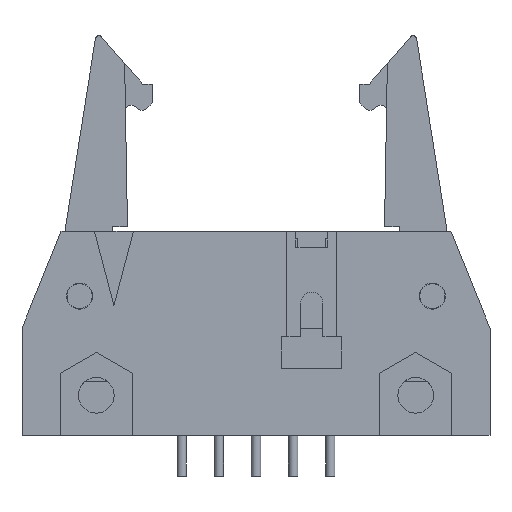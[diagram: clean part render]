
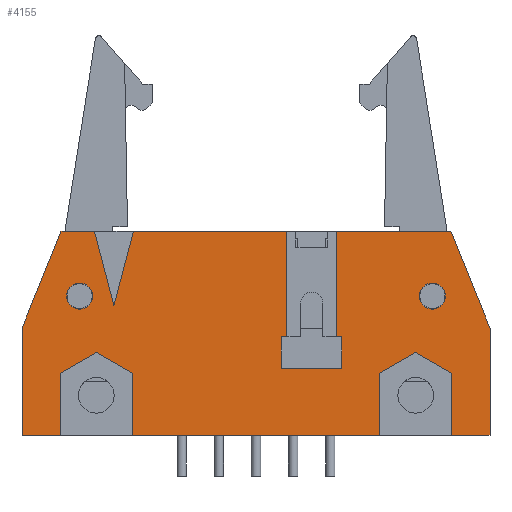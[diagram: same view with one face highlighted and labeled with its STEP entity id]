
A CAD part, front view. The second image highlights one B-rep face of the part: STEP entity #4155.
In plain terms, the highlighted planar face has unit normal (0, -1, 0).
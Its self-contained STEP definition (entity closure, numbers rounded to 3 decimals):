
#909=CARTESIAN_POINT('',(-12.065,-4.001,-4.42));
#910=DIRECTION('',(0.,1.,0.));
#911=DIRECTION('',(-1.,0.,0.));
#912=AXIS2_PLACEMENT_3D('',#909,#910,#911);
#914=CARTESIAN_POINT('',(-12.065,-4.001,-4.42));
#915=DIRECTION('',(0.,1.,0.));
#916=DIRECTION('',(1.,0.,0.));
#917=AXIS2_PLACEMENT_3D('',#914,#915,#916);
#919=CARTESIAN_POINT('',(12.065,-4.001,-4.42));
#920=DIRECTION('',(0.,1.,0.));
#921=DIRECTION('',(-1.,0.,0.));
#922=AXIS2_PLACEMENT_3D('',#919,#920,#921);
#924=CARTESIAN_POINT('',(12.065,-4.001,-4.42));
#925=DIRECTION('',(0.,1.,0.));
#926=DIRECTION('',(1.,0.,0.));
#927=AXIS2_PLACEMENT_3D('',#924,#925,#926);
#929=DIRECTION('',(0.,0.,1.));
#930=VECTOR('',#929,4.254);
#931=CARTESIAN_POINT('',(-13.386,-4.001,-13.945));
#932=LINE('',#931,#930);
#933=DIRECTION('',(1.,0.,0.));
#934=VECTOR('',#933,2.616);
#935=CARTESIAN_POINT('',(-16.002,-4.001,-13.945));
#936=LINE('',#935,#934);
#937=DIRECTION('',(0.,0.,-1.));
#938=VECTOR('',#937,7.341);
#939=CARTESIAN_POINT('',(-16.002,-4.001,-6.604));
#940=LINE('',#939,#938);
#941=DIRECTION('',(-0.374,0.,-0.927));
#942=VECTOR('',#941,7.122);
#943=CARTESIAN_POINT('',(-13.335,-4.001,0.));
#944=LINE('',#943,#942);
#945=DIRECTION('',(-1.,0.,0.));
#946=VECTOR('',#945,2.286);
#947=CARTESIAN_POINT('',(-11.049,-4.001,0.));
#948=LINE('',#947,#946);
#949=DIRECTION('',(-0.254,0.,0.967));
#950=VECTOR('',#949,5.252);
#951=CARTESIAN_POINT('',(-9.716,-4.001,-5.08));
#952=LINE('',#951,#950);
#953=DIRECTION('',(-0.254,0.,-0.967));
#954=VECTOR('',#953,5.252);
#955=CARTESIAN_POINT('',(-8.382,-4.001,0.));
#956=LINE('',#955,#954);
#957=DIRECTION('',(-1.,0.,0.));
#958=VECTOR('',#957,10.49);
#959=CARTESIAN_POINT('',(2.108,-4.001,0.));
#960=LINE('',#959,#958);
#961=DIRECTION('',(0.,0.,-1.));
#962=VECTOR('',#961,7.188);
#963=CARTESIAN_POINT('',(2.108,-4.001,0.));
#964=LINE('',#963,#962);
#965=DIRECTION('',(1.,0.,0.));
#966=VECTOR('',#965,0.368);
#967=CARTESIAN_POINT('',(1.74,-4.001,-7.188));
#968=LINE('',#967,#966);
#969=DIRECTION('',(0.,0.,1.));
#970=VECTOR('',#969,2.184);
#971=CARTESIAN_POINT('',(1.74,-4.001,-9.373));
#972=LINE('',#971,#970);
#973=DIRECTION('',(-1.,0.,0.));
#974=VECTOR('',#973,4.14);
#975=CARTESIAN_POINT('',(5.88,-4.001,-9.373));
#976=LINE('',#975,#974);
#977=DIRECTION('',(0.,0.,-1.));
#978=VECTOR('',#977,2.184);
#979=CARTESIAN_POINT('',(5.88,-4.001,-7.188));
#980=LINE('',#979,#978);
#981=DIRECTION('',(1.,0.,0.));
#982=VECTOR('',#981,0.368);
#983=CARTESIAN_POINT('',(5.512,-4.001,-7.188));
#984=LINE('',#983,#982);
#985=DIRECTION('',(0.,0.,-1.));
#986=VECTOR('',#985,7.188);
#987=CARTESIAN_POINT('',(5.512,-4.001,0.));
#988=LINE('',#987,#986);
#989=DIRECTION('',(-1.,0.,0.));
#990=VECTOR('',#989,7.823);
#991=CARTESIAN_POINT('',(13.335,-4.001,0.));
#992=LINE('',#991,#990);
#993=DIRECTION('',(-0.374,0.,0.927));
#994=VECTOR('',#993,7.122);
#995=CARTESIAN_POINT('',(16.002,-4.001,-6.604));
#996=LINE('',#995,#994);
#997=DIRECTION('',(0.,0.,1.));
#998=VECTOR('',#997,7.341);
#999=CARTESIAN_POINT('',(16.002,-4.001,-13.945));
#1000=LINE('',#999,#998);
#1001=DIRECTION('',(1.,0.,0.));
#1002=VECTOR('',#1001,2.616);
#1003=CARTESIAN_POINT('',(13.386,-4.001,-13.945));
#1004=LINE('',#1003,#1002);
#1005=DIRECTION('',(0.,0.,1.));
#1006=VECTOR('',#1005,4.254);
#1007=CARTESIAN_POINT('',(13.386,-4.001,-13.945));
#1008=LINE('',#1007,#1006);
#1009=DIRECTION('',(0.866,0.,-0.5));
#1010=VECTOR('',#1009,2.845);
#1011=CARTESIAN_POINT('',(10.922,-4.001,-8.268));
#1012=LINE('',#1011,#1010);
#1013=DIRECTION('',(0.868,0.,0.496));
#1014=VECTOR('',#1013,2.867);
#1015=CARTESIAN_POINT('',(8.433,-4.001,-9.691));
#1016=LINE('',#1015,#1014);
#1017=DIRECTION('',(0.,0.,1.));
#1018=VECTOR('',#1017,4.254);
#1019=CARTESIAN_POINT('',(8.433,-4.001,-13.945));
#1020=LINE('',#1019,#1018);
#1021=DIRECTION('',(1.,0.,0.));
#1022=VECTOR('',#1021,16.866);
#1023=CARTESIAN_POINT('',(-8.433,-4.001,-13.945));
#1024=LINE('',#1023,#1022);
#1025=DIRECTION('',(0.,0.,1.));
#1026=VECTOR('',#1025,4.254);
#1027=CARTESIAN_POINT('',(-8.433,-4.001,-13.945));
#1028=LINE('',#1027,#1026);
#1029=DIRECTION('',(0.868,0.,-0.496));
#1030=VECTOR('',#1029,2.867);
#1031=CARTESIAN_POINT('',(-10.922,-4.001,-8.268));
#1032=LINE('',#1031,#1030);
#1033=DIRECTION('',(0.866,0.,0.5));
#1034=VECTOR('',#1033,2.845);
#1035=CARTESIAN_POINT('',(-13.386,-4.001,-9.691));
#1036=LINE('',#1035,#1034);
#2352=CARTESIAN_POINT('',(16.002,-4.001,-13.945));
#2353=CARTESIAN_POINT('',(16.002,-4.001,-6.604));
#2354=VERTEX_POINT('',#2352);
#2355=VERTEX_POINT('',#2353);
#2356=CARTESIAN_POINT('',(13.335,-4.001,0.));
#2357=VERTEX_POINT('',#2356);
#2358=CARTESIAN_POINT('',(-13.335,-4.001,0.));
#2359=CARTESIAN_POINT('',(-16.002,-4.001,-6.604));
#2360=VERTEX_POINT('',#2358);
#2361=VERTEX_POINT('',#2359);
#2362=CARTESIAN_POINT('',(-16.002,-4.001,-13.945));
#2363=VERTEX_POINT('',#2362);
#2478=CARTESIAN_POINT('',(-9.716,-4.001,-5.08));
#2479=VERTEX_POINT('',#2478);
#2564=CARTESIAN_POINT('',(-13.386,-4.001,-9.691));
#2565=VERTEX_POINT('',#2564);
#2566=CARTESIAN_POINT('',(-10.922,-4.001,-8.268));
#2567=VERTEX_POINT('',#2566);
#2568=CARTESIAN_POINT('',(-8.433,-4.001,-9.691));
#2569=VERTEX_POINT('',#2568);
#2570=CARTESIAN_POINT('',(8.433,-4.001,-9.691));
#2571=VERTEX_POINT('',#2570);
#2572=CARTESIAN_POINT('',(10.922,-4.001,-8.268));
#2573=VERTEX_POINT('',#2572);
#2574=CARTESIAN_POINT('',(13.386,-4.001,-9.691));
#2575=VERTEX_POINT('',#2574);
#2696=CARTESIAN_POINT('',(-12.954,-4.001,-4.42));
#2697=CARTESIAN_POINT('',(-11.176,-4.001,-4.42));
#2698=VERTEX_POINT('',#2696);
#2699=VERTEX_POINT('',#2697);
#2700=CARTESIAN_POINT('',(11.176,-4.001,-4.42));
#2701=CARTESIAN_POINT('',(12.954,-4.001,-4.42));
#2702=VERTEX_POINT('',#2700);
#2703=VERTEX_POINT('',#2701);
#2772=CARTESIAN_POINT('',(-8.382,-4.001,0.));
#2773=VERTEX_POINT('',#2772);
#2774=CARTESIAN_POINT('',(-11.049,-4.001,0.));
#2775=VERTEX_POINT('',#2774);
#2776=CARTESIAN_POINT('',(5.512,-4.001,0.));
#2777=CARTESIAN_POINT('',(5.512,-4.001,-7.188));
#2778=VERTEX_POINT('',#2776);
#2779=VERTEX_POINT('',#2777);
#2780=CARTESIAN_POINT('',(5.88,-4.001,-7.188));
#2781=VERTEX_POINT('',#2780);
#2782=CARTESIAN_POINT('',(5.88,-4.001,-9.373));
#2783=VERTEX_POINT('',#2782);
#2784=CARTESIAN_POINT('',(1.74,-4.001,-9.373));
#2785=VERTEX_POINT('',#2784);
#2786=CARTESIAN_POINT('',(1.74,-4.001,-7.188));
#2787=VERTEX_POINT('',#2786);
#2788=CARTESIAN_POINT('',(2.108,-4.001,-7.188));
#2789=VERTEX_POINT('',#2788);
#2790=CARTESIAN_POINT('',(2.108,-4.001,0.));
#2791=VERTEX_POINT('',#2790);
#2820=CARTESIAN_POINT('',(-13.386,-4.001,-13.945));
#2821=VERTEX_POINT('',#2820);
#2822=CARTESIAN_POINT('',(-8.433,-4.001,-13.945));
#2823=VERTEX_POINT('',#2822);
#2824=CARTESIAN_POINT('',(8.433,-4.001,-13.945));
#2825=VERTEX_POINT('',#2824);
#2826=CARTESIAN_POINT('',(13.386,-4.001,-13.945));
#2827=VERTEX_POINT('',#2826);
#4090=CARTESIAN_POINT('',(0.,-4.001,0.));
#4091=DIRECTION('',(0.,-1.,0.));
#4092=DIRECTION('',(1.,0.,0.));
#4093=AXIS2_PLACEMENT_3D('',#4090,#4091,#4092);
#4094=PLANE('',#4093);
#4096=ORIENTED_EDGE('',*,*,#4095,.F.);
#4097=ORIENTED_EDGE('',*,*,#3181,.F.);
#4099=ORIENTED_EDGE('',*,*,#4098,.F.);
#4101=ORIENTED_EDGE('',*,*,#4100,.F.);
#4102=ORIENTED_EDGE('',*,*,#3665,.F.);
#4104=ORIENTED_EDGE('',*,*,#4103,.F.);
#4106=ORIENTED_EDGE('',*,*,#4105,.F.);
#4107=ORIENTED_EDGE('',*,*,#3657,.F.);
#4109=ORIENTED_EDGE('',*,*,#4108,.T.);
#4111=ORIENTED_EDGE('',*,*,#4110,.F.);
#4113=ORIENTED_EDGE('',*,*,#4112,.F.);
#4115=ORIENTED_EDGE('',*,*,#4114,.F.);
#4117=ORIENTED_EDGE('',*,*,#4116,.F.);
#4119=ORIENTED_EDGE('',*,*,#4118,.F.);
#4121=ORIENTED_EDGE('',*,*,#4120,.F.);
#4122=ORIENTED_EDGE('',*,*,#3712,.F.);
#4124=ORIENTED_EDGE('',*,*,#4123,.F.);
#4126=ORIENTED_EDGE('',*,*,#4125,.F.);
#4127=ORIENTED_EDGE('',*,*,#3173,.F.);
#4129=ORIENTED_EDGE('',*,*,#4128,.T.);
#4131=ORIENTED_EDGE('',*,*,#4130,.F.);
#4133=ORIENTED_EDGE('',*,*,#4132,.F.);
#4135=ORIENTED_EDGE('',*,*,#4134,.F.);
#4136=ORIENTED_EDGE('',*,*,#3189,.F.);
#4138=ORIENTED_EDGE('',*,*,#4137,.T.);
#4140=ORIENTED_EDGE('',*,*,#4139,.F.);
#4142=ORIENTED_EDGE('',*,*,#4141,.F.);
#4143=EDGE_LOOP('',(#4096,#4097,#4099,#4101,#4102,#4104,#4106,#4107,#4109,#4111,
#4113,#4115,#4117,#4119,#4121,#4122,#4124,#4126,#4127,#4129,#4131,#4133,#4135,
#4136,#4138,#4140,#4142));
#4144=FACE_OUTER_BOUND('',#4143,.F.);
#4146=ORIENTED_EDGE('',*,*,#4145,.F.);
#4148=ORIENTED_EDGE('',*,*,#4147,.F.);
#4149=EDGE_LOOP('',(#4146,#4148));
#4150=FACE_BOUND('',#4149,.F.);
#4151=ORIENTED_EDGE('',*,*,#3947,.F.);
#4152=ORIENTED_EDGE('',*,*,#4069,.F.);
#4153=EDGE_LOOP('',(#4151,#4152));
#4154=FACE_BOUND('',#4153,.F.);
#913=CIRCLE('',#912,0.889);
#918=CIRCLE('',#917,0.889);
#923=CIRCLE('',#922,0.889);
#928=CIRCLE('',#927,0.889);
#3173=EDGE_CURVE('',#2827,#2354,#1004,.T.);
#3181=EDGE_CURVE('',#2363,#2821,#936,.T.);
#3189=EDGE_CURVE('',#2823,#2825,#1024,.T.);
#3657=EDGE_CURVE('',#2791,#2773,#960,.T.);
#3665=EDGE_CURVE('',#2775,#2360,#948,.T.);
#3712=EDGE_CURVE('',#2357,#2778,#992,.T.);
#3947=EDGE_CURVE('',#2698,#2699,#913,.T.);
#4069=EDGE_CURVE('',#2699,#2698,#918,.T.);
#4095=EDGE_CURVE('',#2821,#2565,#932,.T.);
#4098=EDGE_CURVE('',#2361,#2363,#940,.T.);
#4100=EDGE_CURVE('',#2360,#2361,#944,.T.);
#4103=EDGE_CURVE('',#2479,#2775,#952,.T.);
#4105=EDGE_CURVE('',#2773,#2479,#956,.T.);
#4108=EDGE_CURVE('',#2791,#2789,#964,.T.);
#4110=EDGE_CURVE('',#2787,#2789,#968,.T.);
#4112=EDGE_CURVE('',#2785,#2787,#972,.T.);
#4114=EDGE_CURVE('',#2783,#2785,#976,.T.);
#4116=EDGE_CURVE('',#2781,#2783,#980,.T.);
#4118=EDGE_CURVE('',#2779,#2781,#984,.T.);
#4120=EDGE_CURVE('',#2778,#2779,#988,.T.);
#4123=EDGE_CURVE('',#2355,#2357,#996,.T.);
#4125=EDGE_CURVE('',#2354,#2355,#1000,.T.);
#4128=EDGE_CURVE('',#2827,#2575,#1008,.T.);
#4130=EDGE_CURVE('',#2573,#2575,#1012,.T.);
#4132=EDGE_CURVE('',#2571,#2573,#1016,.T.);
#4134=EDGE_CURVE('',#2825,#2571,#1020,.T.);
#4137=EDGE_CURVE('',#2823,#2569,#1028,.T.);
#4139=EDGE_CURVE('',#2567,#2569,#1032,.T.);
#4141=EDGE_CURVE('',#2565,#2567,#1036,.T.);
#4145=EDGE_CURVE('',#2702,#2703,#923,.T.);
#4147=EDGE_CURVE('',#2703,#2702,#928,.T.);
#4155=ADVANCED_FACE('',(#4144,#4150,#4154),#4094,.T.);
